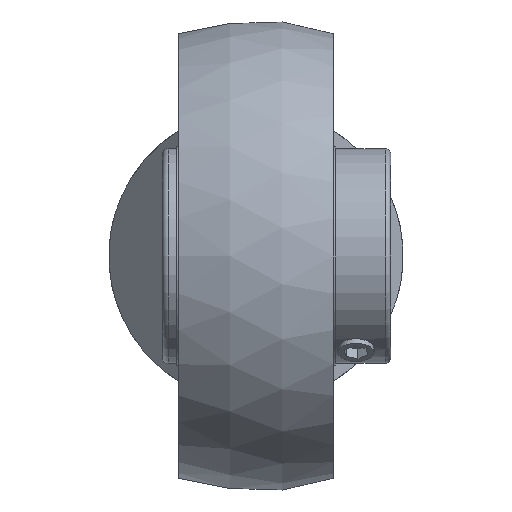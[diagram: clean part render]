
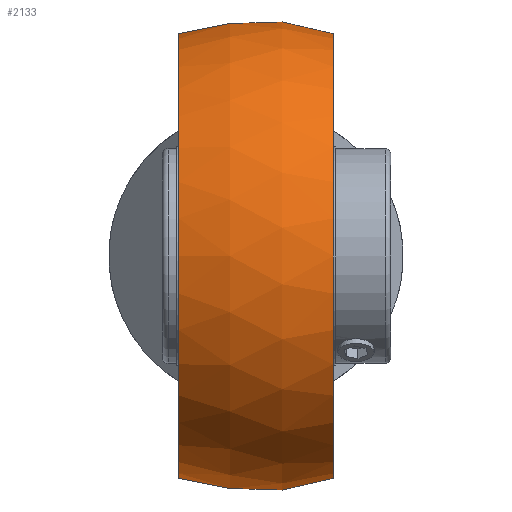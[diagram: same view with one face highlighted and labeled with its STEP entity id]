
A CAD part, front view. The second image highlights one B-rep face of the part: STEP entity #2133.
In plain terms, the highlighted spherical face has radius 32 mm.
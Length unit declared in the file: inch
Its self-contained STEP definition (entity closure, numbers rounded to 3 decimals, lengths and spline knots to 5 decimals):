
#1005=SPHERICAL_SURFACE('',#2281,1.25984);
#1068=VERTEX_POINT('',#2700);
#1069=VERTEX_POINT('',#2702);
#1110=VERTEX_POINT('',#3160);
#1111=VERTEX_POINT('',#3161);
#1112=VERTEX_POINT('',#3171);
#1113=VERTEX_POINT('',#3172);
#1115=VERTEX_POINT('',#3180);
#1117=VERTEX_POINT('',#3186);
#1118=VERTEX_POINT('',#3189);
#1120=VERTEX_POINT('',#3194);
#1122=VERTEX_POINT('',#3200);
#1123=VERTEX_POINT('',#3202);
#1192=CIRCLE('',#2205,1.19009);
#1228=CIRCLE('',#2274,1.23606);
#1229=CIRCLE('',#2276,1.25429);
#1230=CIRCLE('',#2278,1.25429);
#1231=CIRCLE('',#2279,1.25429);
#1232=CIRCLE('',#2280,1.25429);
#1233=CIRCLE('',#2282,0.78642);
#1234=CIRCLE('',#2283,1.19009);
#1284=EDGE_CURVE('',#1068,#1069,#1192,.T.);
#1357=EDGE_CURVE('',#1110,#1111,#1228,.T.);
#1361=EDGE_CURVE('',#1112,#1113,#1228,.T.);
#1365=EDGE_CURVE('',#1112,#1115,#1229,.T.);
#1368=EDGE_CURVE('',#1110,#1117,#1230,.T.);
#1369=EDGE_CURVE('',#1118,#1113,#1231,.T.);
#1372=EDGE_CURVE('',#1120,#1111,#1232,.T.);
#1375=EDGE_CURVE('',#1069,#1115,#1233,.T.);
#1376=EDGE_CURVE('',#1120,#1068,#1233,.T.);
#1377=EDGE_CURVE('',#1122,#1117,#1233,.T.);
#1378=EDGE_CURVE('',#1123,#1122,#1234,.T.);
#1379=EDGE_CURVE('',#1118,#1123,#1233,.T.);
#1644=ORIENTED_EDGE('',*,*,#1361,.F.);
#1645=ORIENTED_EDGE('',*,*,#1365,.T.);
#1646=ORIENTED_EDGE('',*,*,#1375,.F.);
#1647=ORIENTED_EDGE('',*,*,#1284,.F.);
#1648=ORIENTED_EDGE('',*,*,#1376,.F.);
#1649=ORIENTED_EDGE('',*,*,#1372,.T.);
#1650=ORIENTED_EDGE('',*,*,#1357,.F.);
#1651=ORIENTED_EDGE('',*,*,#1368,.T.);
#1652=ORIENTED_EDGE('',*,*,#1377,.F.);
#1653=ORIENTED_EDGE('',*,*,#1378,.F.);
#1654=ORIENTED_EDGE('',*,*,#1379,.F.);
#1655=ORIENTED_EDGE('',*,*,#1369,.T.);
#1858=EDGE_LOOP('',(#1644,#1645,#1646,#1647,#1648,#1649,#1650,#1651,#1652,
#1653,#1654,#1655));
#1997=FACE_BOUND('',#1858,.T.);
#2133=ADVANCED_FACE('',(#1997),#1005,.T.);
#2205=AXIS2_PLACEMENT_3D('',#2701,#3612,#3613);
#2274=AXIS2_PLACEMENT_3D('',#3159,#3766,#3767);
#2276=AXIS2_PLACEMENT_3D('',#3181,#3771,#3772);
#2278=AXIS2_PLACEMENT_3D('',#3187,#3776,#3777);
#2279=AXIS2_PLACEMENT_3D('',#3188,#3778,#3779);
#2280=AXIS2_PLACEMENT_3D('',#3193,#3782,#3783);
#2281=AXIS2_PLACEMENT_3D('',#3198,#3786,#3787);
#2282=AXIS2_PLACEMENT_3D('',#3199,#3788,#3789);
#2283=AXIS2_PLACEMENT_3D('',#3201,#3790,#3791);
#2700=CARTESIAN_POINT('',(-0.669,0.98425,0.41339));
#2701=CARTESIAN_POINT('',(0.,0.,0.41339));
#2702=CARTESIAN_POINT('',(0.669,0.98425,0.41339));
#3159=CARTESIAN_POINT('',(0.,0.24365,0.));
#3160=CARTESIAN_POINT('',(-1.2304,0.24365,-0.11811));
#3161=CARTESIAN_POINT('',(-1.2304,0.24365,0.11811));
#3171=CARTESIAN_POINT('',(1.2304,0.24365,0.11811));
#3172=CARTESIAN_POINT('',(1.2304,0.24365,-0.11811));
#3180=CARTESIAN_POINT('',(0.7775,0.98425,0.11811));
#3181=CARTESIAN_POINT('',(0.,0.,0.11811));
#3186=CARTESIAN_POINT('',(-0.7775,0.98425,-0.11811));
#3187=CARTESIAN_POINT('',(0.,0.,-0.11811));
#3188=CARTESIAN_POINT('',(0.,0.,-0.11811));
#3189=CARTESIAN_POINT('',(0.7775,0.98425,-0.11811));
#3193=CARTESIAN_POINT('',(0.,0.,0.11811));
#3194=CARTESIAN_POINT('',(-0.7775,0.98425,0.11811));
#3198=CARTESIAN_POINT('',(0.,0.,0.));
#3199=CARTESIAN_POINT('',(0.,0.98425,0.));
#3200=CARTESIAN_POINT('',(-0.669,0.98425,-0.41339));
#3201=CARTESIAN_POINT('',(0.,0.,-0.41339));
#3202=CARTESIAN_POINT('',(0.669,0.98425,-0.41339));
#3612=DIRECTION('',(0.,0.,1.));
#3613=DIRECTION('',(0.,1.19,0.));
#3766=DIRECTION('',(0.,1.,0.));
#3767=DIRECTION('',(1.236,0.,0.));
#3771=DIRECTION('',(0.,0.,1.));
#3772=DIRECTION('',(0.,1.254,0.));
#3776=DIRECTION('',(0.,0.,-1.));
#3777=DIRECTION('',(0.,-1.254,0.));
#3778=DIRECTION('',(0.,0.,-1.));
#3779=DIRECTION('',(0.,-1.254,0.));
#3782=DIRECTION('',(0.,0.,1.));
#3783=DIRECTION('',(0.,1.254,0.));
#3786=DIRECTION('',(0.,0.,1.));
#3787=DIRECTION('',(1.,0.,0.));
#3788=DIRECTION('',(0.,1.,0.));
#3789=DIRECTION('',(0.786,0.,0.));
#3790=DIRECTION('',(0.,0.,-1.));
#3791=DIRECTION('',(0.,-1.19,0.));
